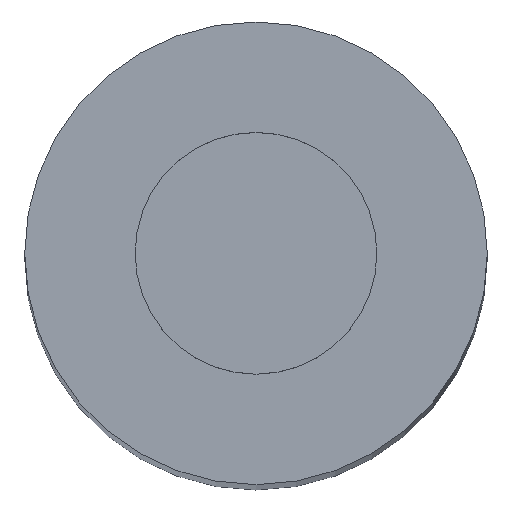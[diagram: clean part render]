
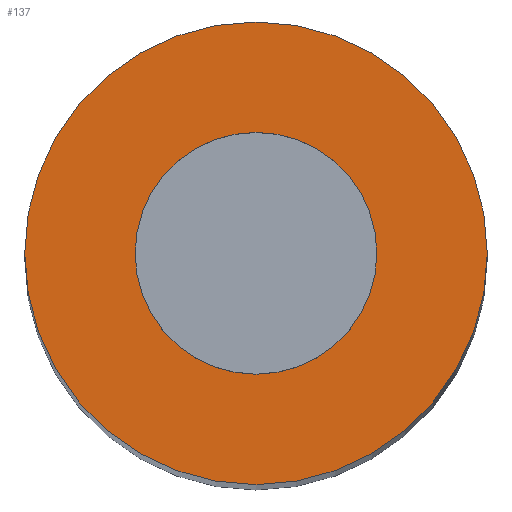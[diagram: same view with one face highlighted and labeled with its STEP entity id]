
A CAD part, top view. The second image highlights one B-rep face of the part: STEP entity #137.
In plain terms, the highlighted planar face has unit normal (0, 0, 1).
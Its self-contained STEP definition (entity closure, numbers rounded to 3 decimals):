
#9 = CARTESIAN_POINT ( 'NONE',  ( -0.75, 0., 10. ) ) ;
#11 = DIRECTION ( 'NONE',  ( 1., 0., 0. ) ) ;
#41 = EDGE_LOOP ( 'NONE', ( #166, #170 ) ) ;
#43 = DIRECTION ( 'NONE',  ( 0., 0., 1. ) ) ;
#46 = VERTEX_POINT ( 'NONE', #319 ) ;
#52 = VERTEX_POINT ( 'NONE', #94 ) ;
#53 = EDGE_CURVE ( 'NONE', #52, #46, #68, .T. ) ;
#65 = PLANE ( 'NONE',  #173 ) ;
#68 = CIRCLE ( 'NONE', #120, 0.392 ) ;
#71 = DIRECTION ( 'NONE',  ( 0., 0., 1. ) ) ;
#94 = CARTESIAN_POINT ( 'NONE',  ( -0.392, 0., 10. ) ) ;
#95 = EDGE_CURVE ( 'NONE', #327, #347, #387, .T. ) ;
#97 = DIRECTION ( 'NONE',  ( 1., 0., 0. ) ) ;
#100 = ORIENTED_EDGE ( 'NONE', *, *, #95, .T. ) ;
#120 = AXIS2_PLACEMENT_3D ( 'NONE', #153, #237, #97 ) ;
#122 = DIRECTION ( 'NONE',  ( 1., 0., 0. ) ) ;
#136 = DIRECTION ( 'NONE',  ( 0., 0., 1. ) ) ;
#137 = ADVANCED_FACE ( 'NONE', ( #142, #291 ), #65, .T. ) ;
#142 = FACE_BOUND ( 'NONE', #41, .T. ) ;
#145 = AXIS2_PLACEMENT_3D ( 'NONE', #334, #136, #11 ) ;
#153 = CARTESIAN_POINT ( 'NONE',  ( 0., 0., 10. ) ) ;
#166 = ORIENTED_EDGE ( 'NONE', *, *, #222, .F. ) ;
#170 = ORIENTED_EDGE ( 'NONE', *, *, #53, .F. ) ;
#173 = AXIS2_PLACEMENT_3D ( 'NONE', #176, #180, #388 ) ;
#175 = CARTESIAN_POINT ( 'NONE',  ( 0., 0., 10. ) ) ;
#176 = CARTESIAN_POINT ( 'NONE',  ( 0., 0., 10. ) ) ;
#180 = DIRECTION ( 'NONE',  ( 0., 0., 1. ) ) ;
#198 = CARTESIAN_POINT ( 'NONE',  ( 0.75, 0., 10. ) ) ;
#218 = CIRCLE ( 'NONE', #145, 0.75 ) ;
#222 = EDGE_CURVE ( 'NONE', #46, #52, #256, .T. ) ;
#231 = EDGE_CURVE ( 'NONE', #347, #327, #218, .T. ) ;
#237 = DIRECTION ( 'NONE',  ( 0., 0., 1. ) ) ;
#256 = CIRCLE ( 'NONE', #331, 0.392 ) ;
#265 = ORIENTED_EDGE ( 'NONE', *, *, #231, .T. ) ;
#291 = FACE_OUTER_BOUND ( 'NONE', #376, .T. ) ;
#306 = CARTESIAN_POINT ( 'NONE',  ( 0., 0., 10. ) ) ;
#319 = CARTESIAN_POINT ( 'NONE',  ( 0.392, 0., 10. ) ) ;
#327 = VERTEX_POINT ( 'NONE', #198 ) ;
#331 = AXIS2_PLACEMENT_3D ( 'NONE', #306, #43, #332 ) ;
#332 = DIRECTION ( 'NONE',  ( 1., 0., 0. ) ) ;
#334 = CARTESIAN_POINT ( 'NONE',  ( 0., 0., 10. ) ) ;
#347 = VERTEX_POINT ( 'NONE', #9 ) ;
#356 = AXIS2_PLACEMENT_3D ( 'NONE', #175, #71, #122 ) ;
#376 = EDGE_LOOP ( 'NONE', ( #265, #100 ) ) ;
#387 = CIRCLE ( 'NONE', #356, 0.75 ) ;
#388 = DIRECTION ( 'NONE',  ( 1., 0., 0. ) ) ;
